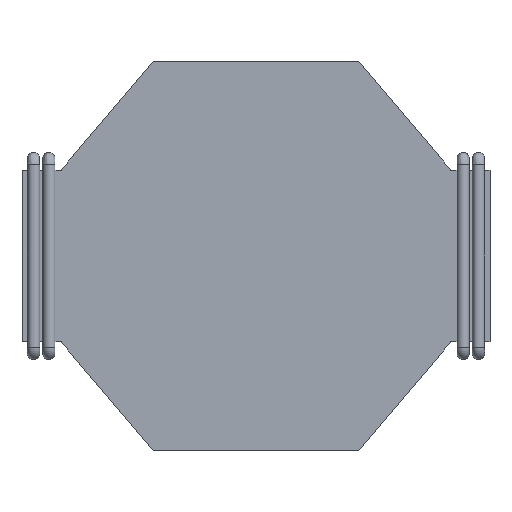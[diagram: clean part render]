
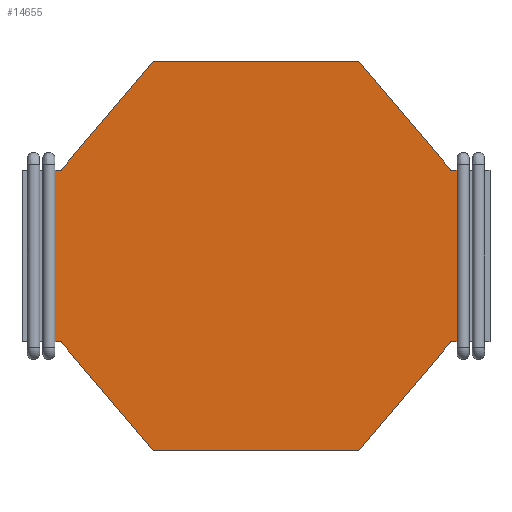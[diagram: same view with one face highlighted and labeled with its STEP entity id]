
A CAD part, front view. The second image highlights one B-rep face of the part: STEP entity #14655.
In plain terms, the highlighted planar face has unit normal (0, -1, 0).
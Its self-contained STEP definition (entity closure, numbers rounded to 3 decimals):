
#13594=DIRECTION('',(0.,0.,1.));
#13595=VECTOR('',#13594,11.2);
#13596=CARTESIAN_POINT('',(13.1,-1.57,-5.6));
#13597=LINE('',#13596,#13595);
#13598=DIRECTION('',(-1.,0.,0.));
#13599=VECTOR('',#13598,0.4);
#13600=CARTESIAN_POINT('',(13.1,-1.57,-5.6));
#13601=LINE('',#13600,#13599);
#13602=DIRECTION('',(-0.645,0.,-0.764));
#13603=VECTOR('',#13602,9.296);
#13604=CARTESIAN_POINT('',(12.7,-1.57,-5.6));
#13605=LINE('',#13604,#13603);
#13606=DIRECTION('',(-1.,0.,0.));
#13607=VECTOR('',#13606,13.4);
#13608=CARTESIAN_POINT('',(6.7,-1.57,-12.7));
#13609=LINE('',#13608,#13607);
#13610=DIRECTION('',(-0.645,0.,0.764));
#13611=VECTOR('',#13610,9.296);
#13612=CARTESIAN_POINT('',(-6.7,-1.57,-12.7));
#13613=LINE('',#13612,#13611);
#13614=DIRECTION('',(-1.,0.,0.));
#13615=VECTOR('',#13614,0.4);
#13616=CARTESIAN_POINT('',(-12.7,-1.57,-5.6));
#13617=LINE('',#13616,#13615);
#13618=DIRECTION('',(0.,0.,-1.));
#13619=VECTOR('',#13618,11.2);
#13620=CARTESIAN_POINT('',(-13.1,-1.57,5.6));
#13621=LINE('',#13620,#13619);
#13622=DIRECTION('',(1.,0.,0.));
#13623=VECTOR('',#13622,0.4);
#13624=CARTESIAN_POINT('',(-13.1,-1.57,5.6));
#13625=LINE('',#13624,#13623);
#13626=DIRECTION('',(0.645,0.,0.764));
#13627=VECTOR('',#13626,9.296);
#13628=CARTESIAN_POINT('',(-12.7,-1.57,5.6));
#13629=LINE('',#13628,#13627);
#13630=DIRECTION('',(1.,0.,0.));
#13631=VECTOR('',#13630,13.4);
#13632=CARTESIAN_POINT('',(-6.7,-1.57,12.7));
#13633=LINE('',#13632,#13631);
#13634=DIRECTION('',(0.645,0.,-0.764));
#13635=VECTOR('',#13634,9.296);
#13636=CARTESIAN_POINT('',(6.7,-1.57,12.7));
#13637=LINE('',#13636,#13635);
#13638=DIRECTION('',(1.,0.,0.));
#13639=VECTOR('',#13638,0.4);
#13640=CARTESIAN_POINT('',(12.7,-1.57,5.6));
#13641=LINE('',#13640,#13639);
#14161=CARTESIAN_POINT('',(-6.7,-1.57,-12.7));
#14162=CARTESIAN_POINT('',(-12.7,-1.57,-5.6));
#14163=VERTEX_POINT('',#14161);
#14164=VERTEX_POINT('',#14162);
#14169=CARTESIAN_POINT('',(-12.7,-1.57,5.6));
#14170=CARTESIAN_POINT('',(-6.7,-1.57,12.7));
#14171=VERTEX_POINT('',#14169);
#14172=VERTEX_POINT('',#14170);
#14173=CARTESIAN_POINT('',(6.7,-1.57,12.7));
#14174=VERTEX_POINT('',#14173);
#14175=CARTESIAN_POINT('',(12.7,-1.57,5.6));
#14176=VERTEX_POINT('',#14175);
#14181=CARTESIAN_POINT('',(12.7,-1.57,-5.6));
#14182=CARTESIAN_POINT('',(6.7,-1.57,-12.7));
#14183=VERTEX_POINT('',#14181);
#14184=VERTEX_POINT('',#14182);
#14225=CARTESIAN_POINT('',(13.1,-1.57,-5.6));
#14226=CARTESIAN_POINT('',(13.1,-1.57,5.6));
#14227=VERTEX_POINT('',#14225);
#14228=VERTEX_POINT('',#14226);
#14245=CARTESIAN_POINT('',(-13.1,-1.57,5.6));
#14246=CARTESIAN_POINT('',(-13.1,-1.57,-5.6));
#14247=VERTEX_POINT('',#14245);
#14248=VERTEX_POINT('',#14246);
#14625=CARTESIAN_POINT('',(0.,-1.57,0.));
#14626=DIRECTION('',(0.,1.,0.));
#14627=DIRECTION('',(1.,0.,0.));
#14628=AXIS2_PLACEMENT_3D('',#14625,#14626,#14627);
#14629=PLANE('',#14628);
#14631=ORIENTED_EDGE('',*,*,#14630,.F.);
#14632=ORIENTED_EDGE('',*,*,#14592,.T.);
#14634=ORIENTED_EDGE('',*,*,#14633,.T.);
#14636=ORIENTED_EDGE('',*,*,#14635,.T.);
#14638=ORIENTED_EDGE('',*,*,#14637,.T.);
#14640=ORIENTED_EDGE('',*,*,#14639,.T.);
#14642=ORIENTED_EDGE('',*,*,#14641,.F.);
#14644=ORIENTED_EDGE('',*,*,#14643,.T.);
#14646=ORIENTED_EDGE('',*,*,#14645,.T.);
#14648=ORIENTED_EDGE('',*,*,#14647,.T.);
#14650=ORIENTED_EDGE('',*,*,#14649,.T.);
#14652=ORIENTED_EDGE('',*,*,#14651,.T.);
#14653=EDGE_LOOP('',(#14631,#14632,#14634,#14636,#14638,#14640,#14642,#14644,
#14646,#14648,#14650,#14652));
#14654=FACE_OUTER_BOUND('',#14653,.F.);
#14592=EDGE_CURVE('',#14227,#14183,#13601,.T.);
#14630=EDGE_CURVE('',#14227,#14228,#13597,.T.);
#14633=EDGE_CURVE('',#14183,#14184,#13605,.T.);
#14635=EDGE_CURVE('',#14184,#14163,#13609,.T.);
#14637=EDGE_CURVE('',#14163,#14164,#13613,.T.);
#14639=EDGE_CURVE('',#14164,#14248,#13617,.T.);
#14641=EDGE_CURVE('',#14247,#14248,#13621,.T.);
#14643=EDGE_CURVE('',#14247,#14171,#13625,.T.);
#14645=EDGE_CURVE('',#14171,#14172,#13629,.T.);
#14647=EDGE_CURVE('',#14172,#14174,#13633,.T.);
#14649=EDGE_CURVE('',#14174,#14176,#13637,.T.);
#14651=EDGE_CURVE('',#14176,#14228,#13641,.T.);
#14655=ADVANCED_FACE('',(#14654),#14629,.F.);
